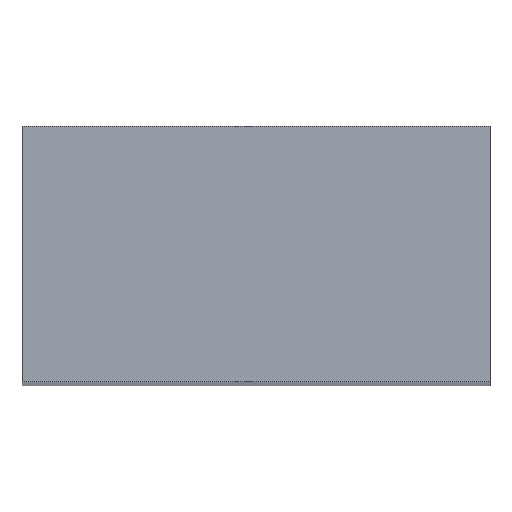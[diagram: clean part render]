
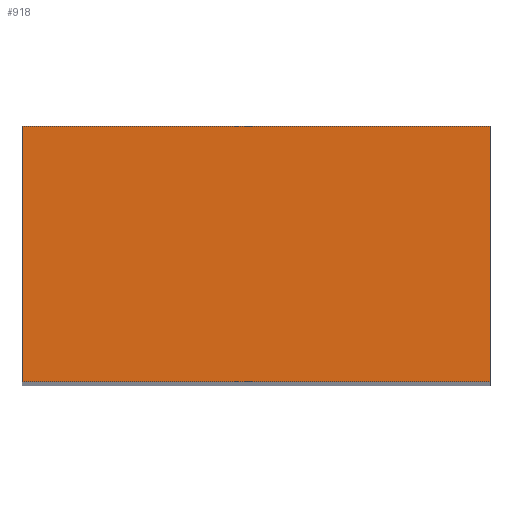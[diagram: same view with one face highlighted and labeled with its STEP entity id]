
A CAD part, top view. The second image highlights one B-rep face of the part: STEP entity #918.
In plain terms, the highlighted planar face has unit normal (0, 0, 1).
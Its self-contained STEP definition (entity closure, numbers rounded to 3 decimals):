
#9 = CARTESIAN_POINT ( 'NONE',  ( 55., 30., 280. ) ) ;
#11 = DIRECTION ( 'NONE',  ( 0., 0., -1. ) ) ;
#15 = DIRECTION ( 'NONE',  ( -1., 0., 0. ) ) ;
#88 = LINE ( 'NONE', #343, #843 ) ;
#94 = EDGE_LOOP ( 'NONE', ( #786, #1689, #1057, #1582 ) ) ;
#116 = AXIS2_PLACEMENT_3D ( 'NONE', #1640, #11, #699 ) ;
#146 = PLANE ( 'NONE',  #116 ) ;
#161 = CARTESIAN_POINT ( 'NONE',  ( 0., 0., 280. ) ) ;
#178 = VERTEX_POINT ( 'NONE', #1133 ) ;
#310 = VECTOR ( 'NONE', #1169, 1000. ) ;
#320 = VECTOR ( 'NONE', #1651, 1000. ) ;
#343 = CARTESIAN_POINT ( 'NONE',  ( 55., 0., 280. ) ) ;
#464 = EDGE_CURVE ( 'NONE', #777, #493, #1567, .T. ) ;
#493 = VERTEX_POINT ( 'NONE', #1737 ) ;
#573 = LINE ( 'NONE', #1119, #320 ) ;
#590 = CARTESIAN_POINT ( 'NONE',  ( 0., 30., 280. ) ) ;
#699 = DIRECTION ( 'NONE',  ( -1., 0., 0. ) ) ;
#768 = EDGE_CURVE ( 'NONE', #1438, #178, #882, .T. ) ;
#777 = VERTEX_POINT ( 'NONE', #161 ) ;
#786 = ORIENTED_EDGE ( 'NONE', *, *, #937, .T. ) ;
#843 = VECTOR ( 'NONE', #1298, 1000. ) ;
#882 = LINE ( 'NONE', #590, #1033 ) ;
#918 = ADVANCED_FACE ( 'NONE', ( #969 ), #146, .F. ) ;
#937 = EDGE_CURVE ( 'NONE', #178, #777, #573, .T. ) ;
#969 = FACE_OUTER_BOUND ( 'NONE', #94, .T. ) ;
#1033 = VECTOR ( 'NONE', #15, 1000. ) ;
#1055 = EDGE_CURVE ( 'NONE', #493, #1438, #88, .T. ) ;
#1057 = ORIENTED_EDGE ( 'NONE', *, *, #1055, .T. ) ;
#1119 = CARTESIAN_POINT ( 'NONE',  ( 0., 0., 280. ) ) ;
#1133 = CARTESIAN_POINT ( 'NONE',  ( 0., 30., 280. ) ) ;
#1169 = DIRECTION ( 'NONE',  ( 1., 0., 0. ) ) ;
#1298 = DIRECTION ( 'NONE',  ( 0., 1., 0. ) ) ;
#1426 = CARTESIAN_POINT ( 'NONE',  ( 0., 0., 280. ) ) ;
#1438 = VERTEX_POINT ( 'NONE', #9 ) ;
#1567 = LINE ( 'NONE', #1426, #310 ) ;
#1582 = ORIENTED_EDGE ( 'NONE', *, *, #768, .T. ) ;
#1640 = CARTESIAN_POINT ( 'NONE',  ( 0., 0., 280. ) ) ;
#1651 = DIRECTION ( 'NONE',  ( 0., -1., 0. ) ) ;
#1689 = ORIENTED_EDGE ( 'NONE', *, *, #464, .T. ) ;
#1737 = CARTESIAN_POINT ( 'NONE',  ( 55., 0., 280. ) ) ;
